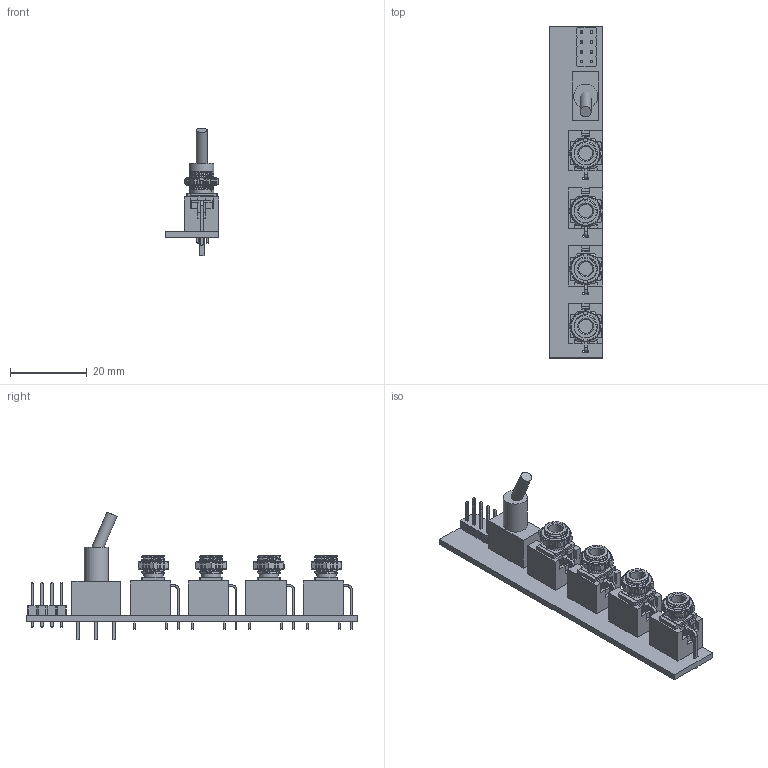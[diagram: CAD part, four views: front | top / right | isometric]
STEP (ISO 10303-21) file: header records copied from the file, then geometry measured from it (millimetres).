
FILE_DESCRIPTION(('KiCad electronic assembly'),'2;1');
FILE_NAME('pocket-operator-eurorack-connector-board.step', '2021-12-27T17:40:37',('An Author'),('A Company'), 'Open CASCADE STEP processor 7.5','KiCad to STEP converter','Unknown' );
FILE_SCHEMA(('AUTOMOTIVE_DESIGN { 1 0 10303 214 1 1 1 1 }'));
Length unit declared in the file: millimetre
Products named in the file (26): Open CASCADE STEP translator 7.5 1; SW_6mm_SPDT; COMPOUND; PJ398SM; SOLID; PJ398SM_Hex_nut; PJ398SM_Knurl_nut; PinHeader_2x04_P2.54mm_Vertical
Assembly tree (34 placements, depth 3):
  Open CASCADE STEP translator 7.5 1
    SW_6mm_SPDT
      COMPOUND
    PJ398SM  x4
      SOLID
      SOLID
      SOLID
      SOLID
      SOLID
    PJ398SM_Hex_nut  x4
      SOLID
      SOLID
      SOLID
      SOLID
      SOLID
      SOLID
    PJ398SM_Knurl_nut  x4
      SOLID
      SOLID
      SOLID
      SOLID
      SOLID
      SOLID
    PinHeader_2x04_P2.54mm_Vertical
      SOLID
    COMPOUND
Bounding box: 14.03 x 86.36 x 33.28 mm (x, y, z)
Volume: 9720.4 mm3; surface area: 22349.4 mm2
Topology: 76 solids, 76 shells, 2639 faces, 6825 edges, 4338 vertices
Faces by surface type: plane 1894, cylinder 541, bspline 168, cone 28, sphere 8
Full cylindrical faces by diameter (mm): 1 x8, 1.85 x3, 2.9 x1, 2.948 x4, 3.6 x24, 5 x12, 6 x68, 6.3 x1
Entity records: 69282 total; most frequent: CARTESIAN_POINT 23057, DIRECTION 8254, LINE 5399, VECTOR 5399, ORIENTED_EDGE 4392, PCURVE 4392, DEFINITIONAL_REPRESENTATION 4392, EDGE_CURVE 2196
